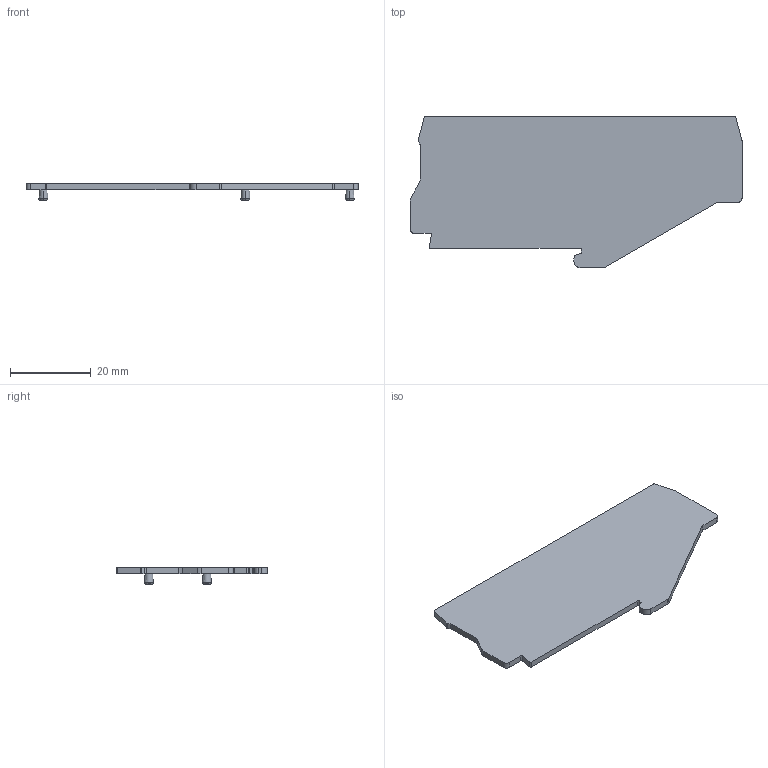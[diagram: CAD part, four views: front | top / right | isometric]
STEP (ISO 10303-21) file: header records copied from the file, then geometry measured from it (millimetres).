
FILE_DESCRIPTION((''),'2;1');
FILE_NAME('FRKI60100-3A_AP','2014-04-08T',('Carl'),(''),'PRO/ENGINEER BY PARAMETRIC TECHNOLOGY CORPORATION, 2013130','PRO/ENGINEER BY PARAMETRIC TECHNOLOGY CORPORATION, 2013130','');
FILE_SCHEMA(('CONFIG_CONTROL_DESIGN'));
Length unit declared in the file: millimetre
Products named in the file (1): FRKI60100-3A_AP
Bounding box: 82.4 x 37.5 x 4 mm (x, y, z)
Volume: 3759.1 mm3; surface area: 5404.5 mm2
Topology: 1 solids, 1 shells, 80 faces, 192 edges, 120 vertices
Faces by surface type: cylinder 30, plane 26, cone 12, torus 6, bspline 6
Entity records: 2444 total; most frequent: CARTESIAN_POINT 482, DIRECTION 436, ORIENTED_EDGE 384, EDGE_CURVE 192, AXIS2_PLACEMENT_3D 170, VERTEX_POINT 120, VECTOR 96, LINE 96
